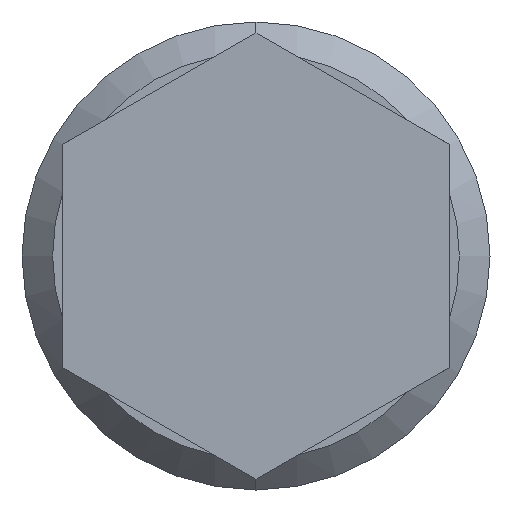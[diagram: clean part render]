
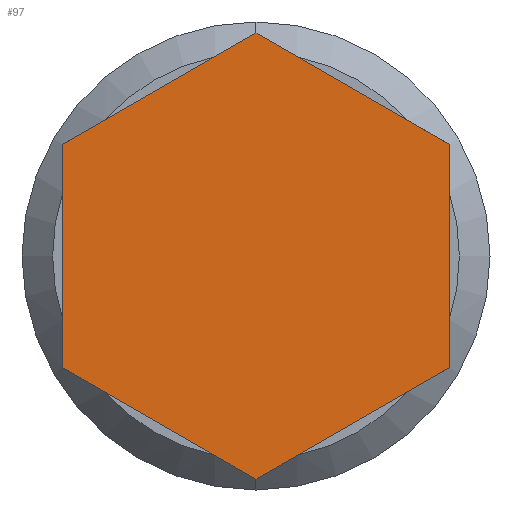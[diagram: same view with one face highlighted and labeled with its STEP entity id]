
A CAD part, left-side view. The second image highlights one B-rep face of the part: STEP entity #97.
In plain terms, the highlighted planar face has unit normal (-1, 0, 0).
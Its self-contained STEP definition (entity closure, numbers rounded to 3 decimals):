
#25 = EDGE_CURVE ( 'NONE', #181, #812, #794, .T. ) ;
#31 = VECTOR ( 'NONE', #399, 1000. ) ;
#36 = DIRECTION ( 'NONE',  ( 0., 0.866, 0.5 ) ) ;
#54 = DIRECTION ( 'NONE',  ( 0., -0.866, 0.5 ) ) ;
#58 = EDGE_LOOP ( 'NONE', ( #527, #231, #727, #767, #128, #463 ) ) ;
#90 = VERTEX_POINT ( 'NONE', #488 ) ;
#97 = ADVANCED_FACE ( 'NONE', ( #683 ), #297, .F. ) ;
#104 = CARTESIAN_POINT ( 'NONE',  ( 0., -9.45, 5.456 ) ) ;
#109 = VERTEX_POINT ( 'NONE', #367 ) ;
#124 = CARTESIAN_POINT ( 'NONE',  ( 0., 9.45, -5.456 ) ) ;
#128 = ORIENTED_EDGE ( 'NONE', *, *, #805, .T. ) ;
#135 = CARTESIAN_POINT ( 'NONE',  ( 0., -9.45, -5.456 ) ) ;
#138 = VECTOR ( 'NONE', #337, 1000. ) ;
#142 = DIRECTION ( 'NONE',  ( 0., 0.866, -0.5 ) ) ;
#172 = VECTOR ( 'NONE', #54, 1000. ) ;
#181 = VERTEX_POINT ( 'NONE', #438 ) ;
#202 = LINE ( 'NONE', #585, #138 ) ;
#231 = ORIENTED_EDGE ( 'NONE', *, *, #25, .T. ) ;
#271 = EDGE_CURVE ( 'NONE', #749, #90, #776, .T. ) ;
#274 = CARTESIAN_POINT ( 'NONE',  ( 0., -9.45, -5.456 ) ) ;
#297 = PLANE ( 'NONE',  #483 ) ;
#311 = VECTOR ( 'NONE', #481, 1000. ) ;
#337 = DIRECTION ( 'NONE',  ( 0., 0., -1. ) ) ;
#341 = LINE ( 'NONE', #135, #31 ) ;
#356 = VECTOR ( 'NONE', #36, 1000. ) ;
#367 = CARTESIAN_POINT ( 'NONE',  ( 0., 9.45, 5.456 ) ) ;
#399 = DIRECTION ( 'NONE',  ( 0., 0., 1. ) ) ;
#409 = CARTESIAN_POINT ( 'NONE',  ( 0., 9.45, -5.456 ) ) ;
#413 = CARTESIAN_POINT ( 'NONE',  ( 0., 0., 10.912 ) ) ;
#438 = CARTESIAN_POINT ( 'NONE',  ( 0., 0., -10.912 ) ) ;
#463 = ORIENTED_EDGE ( 'NONE', *, *, #672, .T. ) ;
#465 = VERTEX_POINT ( 'NONE', #124 ) ;
#481 = DIRECTION ( 'NONE',  ( 0., -0.866, -0.5 ) ) ;
#483 = AXIS2_PLACEMENT_3D ( 'NONE', #742, #550, #738 ) ;
#484 = LINE ( 'NONE', #409, #311 ) ;
#488 = CARTESIAN_POINT ( 'NONE',  ( 0., 0., 10.912 ) ) ;
#527 = ORIENTED_EDGE ( 'NONE', *, *, #702, .T. ) ;
#550 = DIRECTION ( 'NONE',  ( 1., 0., 0. ) ) ;
#575 = EDGE_CURVE ( 'NONE', #812, #749, #341, .T. ) ;
#585 = CARTESIAN_POINT ( 'NONE',  ( 0., 9.45, 5.456 ) ) ;
#621 = CARTESIAN_POINT ( 'NONE',  ( 0., 0., -10.912 ) ) ;
#672 = EDGE_CURVE ( 'NONE', #109, #465, #202, .T. ) ;
#681 = LINE ( 'NONE', #413, #788 ) ;
#683 = FACE_OUTER_BOUND ( 'NONE', #58, .T. ) ;
#702 = EDGE_CURVE ( 'NONE', #465, #181, #484, .T. ) ;
#727 = ORIENTED_EDGE ( 'NONE', *, *, #575, .T. ) ;
#738 = DIRECTION ( 'NONE',  ( 0., 0., -1. ) ) ;
#742 = CARTESIAN_POINT ( 'NONE',  ( 0., 0., 0. ) ) ;
#749 = VERTEX_POINT ( 'NONE', #782 ) ;
#767 = ORIENTED_EDGE ( 'NONE', *, *, #271, .T. ) ;
#776 = LINE ( 'NONE', #104, #356 ) ;
#782 = CARTESIAN_POINT ( 'NONE',  ( 0., -9.45, 5.456 ) ) ;
#788 = VECTOR ( 'NONE', #142, 1000. ) ;
#794 = LINE ( 'NONE', #621, #172 ) ;
#805 = EDGE_CURVE ( 'NONE', #90, #109, #681, .T. ) ;
#812 = VERTEX_POINT ( 'NONE', #274 ) ;
